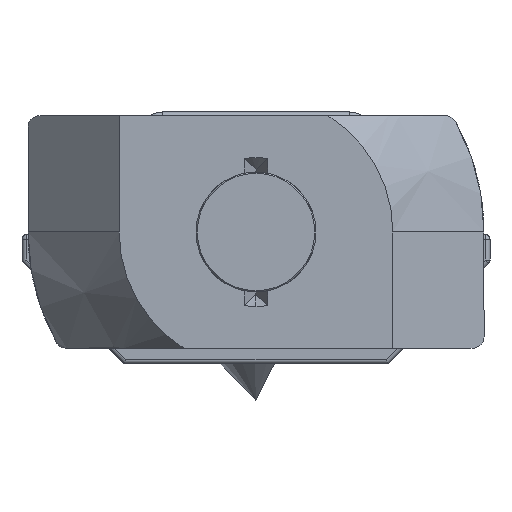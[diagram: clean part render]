
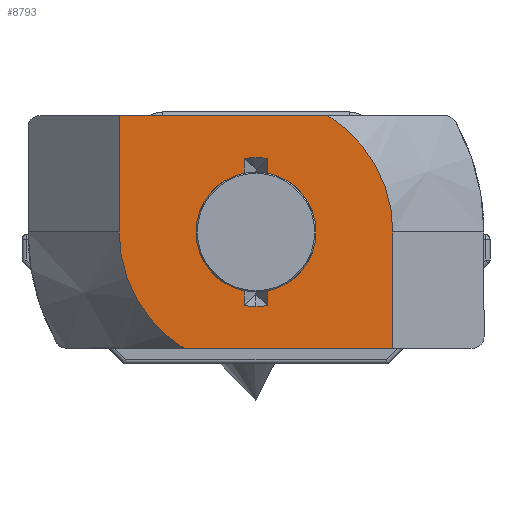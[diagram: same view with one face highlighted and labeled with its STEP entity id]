
A CAD part, front view. The second image highlights one B-rep face of the part: STEP entity #8793.
In plain terms, the highlighted planar face has unit normal (0, -1, 0).
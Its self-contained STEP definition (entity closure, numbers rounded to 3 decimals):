
#36 = AXIS2_PLACEMENT_3D ( 'NONE', #539, #3986, #4022 ) ;
#297 = DIRECTION ( 'NONE',  ( 0., 0., 1. ) ) ;
#338 = DIRECTION ( 'NONE',  ( 0., -1., 0. ) ) ;
#435 = CARTESIAN_POINT ( 'NONE',  ( 1.838, -127.518, 0.25 ) ) ;
#504 = ORIENTED_EDGE ( 'NONE', *, *, #5074, .F. ) ;
#539 = CARTESIAN_POINT ( 'NONE',  ( 1.838, -127.518, 0.25 ) ) ;
#629 = CIRCLE ( 'NONE', #7421, 5.7 ) ;
#830 = EDGE_CURVE ( 'NONE', #7357, #6347, #4142, .T. ) ;
#992 = CARTESIAN_POINT ( 'NONE',  ( 1.838, -127.518, 0.25 ) ) ;
#995 = CARTESIAN_POINT ( 'NONE',  ( 1.838, -127.518, 0.25 ) ) ;
#1071 = VERTEX_POINT ( 'NONE', #2104 ) ;
#1079 = VECTOR ( 'NONE', #9585, 1000. ) ;
#1235 = CIRCLE ( 'NONE', #6808, 2.5 ) ;
#1332 = DIRECTION ( 'NONE',  ( -1., 0., 0. ) ) ;
#1339 = EDGE_CURVE ( 'NONE', #3782, #1858, #2006, .T. ) ;
#1399 = VERTEX_POINT ( 'NONE', #9002 ) ;
#1425 = DIRECTION ( 'NONE',  ( 0., -1., 0. ) ) ;
#1537 = CARTESIAN_POINT ( 'NONE',  ( -3.862, -127.518, 5.1 ) ) ;
#1782 = DIRECTION ( 'NONE',  ( 0., 1., 0. ) ) ;
#1802 = ORIENTED_EDGE ( 'NONE', *, *, #6365, .F. ) ;
#1809 = CARTESIAN_POINT ( 'NONE',  ( 1.338, -127.518, 0.25 ) ) ;
#1858 = VERTEX_POINT ( 'NONE', #8951 ) ;
#1882 = EDGE_CURVE ( 'NONE', #10972, #5756, #1235, .T. ) ;
#1884 = DIRECTION ( 'NONE',  ( 0., 0., -1. ) ) ;
#2006 = CIRCLE ( 'NONE', #36, 2.5 ) ;
#2104 = CARTESIAN_POINT ( 'NONE',  ( 4.833, -127.518, 5.1 ) ) ;
#2233 = EDGE_LOOP ( 'NONE', ( #5128, #3562, #10151, #7570, #8405, #8016 ) ) ;
#2269 = LINE ( 'NONE', #5537, #1079 ) ;
#2832 = VECTOR ( 'NONE', #3342, 1000. ) ;
#2895 = DIRECTION ( 'NONE',  ( 0., 0., 1. ) ) ;
#2931 = EDGE_CURVE ( 'NONE', #1399, #10774, #7541, .T. ) ;
#2968 = EDGE_CURVE ( 'NONE', #1071, #9016, #2269, .T. ) ;
#3027 = FACE_BOUND ( 'NONE', #8925, .T. ) ;
#3030 = ORIENTED_EDGE ( 'NONE', *, *, #6059, .F. ) ;
#3246 = ORIENTED_EDGE ( 'NONE', *, *, #4262, .F. ) ;
#3288 = VECTOR ( 'NONE', #6022, 1000. ) ;
#3311 = EDGE_CURVE ( 'NONE', #6347, #1399, #9554, .T. ) ;
#3334 = CARTESIAN_POINT ( 'NONE',  ( 1.838, -127.518, -4.6 ) ) ;
#3342 = DIRECTION ( 'NONE',  ( -1., 0., 0. ) ) ;
#3562 = ORIENTED_EDGE ( 'NONE', *, *, #8244, .T. ) ;
#3693 = CARTESIAN_POINT ( 'NONE',  ( 1.838, -127.518, 0.25 ) ) ;
#3727 = ORIENTED_EDGE ( 'NONE', *, *, #10447, .F. ) ;
#3782 = VERTEX_POINT ( 'NONE', #4195 ) ;
#3851 = VECTOR ( 'NONE', #9269, 1000. ) ;
#3902 = CARTESIAN_POINT ( 'NONE',  ( 7.538, -127.518, 0.25 ) ) ;
#3916 = VECTOR ( 'NONE', #8909, 1000. ) ;
#3923 = AXIS2_PLACEMENT_3D ( 'NONE', #3940, #9853, #4803 ) ;
#3940 = CARTESIAN_POINT ( 'NONE',  ( 1.838, -127.518, 0.25 ) ) ;
#3986 = DIRECTION ( 'NONE',  ( 0., -1., 0. ) ) ;
#4022 = DIRECTION ( 'NONE',  ( 0., 0., 1. ) ) ;
#4123 = LINE ( 'NONE', #8426, #3851 ) ;
#4142 = LINE ( 'NONE', #5188, #7716 ) ;
#4181 = CARTESIAN_POINT ( 'NONE',  ( -3.862, -127.518, 0.25 ) ) ;
#4191 = LINE ( 'NONE', #8071, #3916 ) ;
#4195 = CARTESIAN_POINT ( 'NONE',  ( 2.338, -127.518, -2.199 ) ) ;
#4262 = EDGE_CURVE ( 'NONE', #1858, #10222, #9362, .T. ) ;
#4803 = DIRECTION ( 'NONE',  ( 0., 0., -1. ) ) ;
#4893 = VECTOR ( 'NONE', #10271, 1000. ) ;
#4906 = CARTESIAN_POINT ( 'NONE',  ( 1.338, -127.518, -2.809 ) ) ;
#4923 = DIRECTION ( 'NONE',  ( 0., 0., -1. ) ) ;
#5074 = EDGE_CURVE ( 'NONE', #5756, #9092, #10025, .T. ) ;
#5128 = ORIENTED_EDGE ( 'NONE', *, *, #2968, .T. ) ;
#5153 = LINE ( 'NONE', #9421, #4893 ) ;
#5188 = CARTESIAN_POINT ( 'NONE',  ( 7.538, -127.518, 0.25 ) ) ;
#5212 = EDGE_CURVE ( 'NONE', #1071, #7357, #629, .T. ) ;
#5251 = FACE_OUTER_BOUND ( 'NONE', #2233, .T. ) ;
#5382 = DIRECTION ( 'NONE',  ( 0., 1., 0. ) ) ;
#5438 = CARTESIAN_POINT ( 'NONE',  ( 2.338, -127.518, 0.25 ) ) ;
#5537 = CARTESIAN_POINT ( 'NONE',  ( -7.662, -127.518, 5.1 ) ) ;
#5756 = VERTEX_POINT ( 'NONE', #6692 ) ;
#6022 = DIRECTION ( 'NONE',  ( 0., 0., -1. ) ) ;
#6059 = EDGE_CURVE ( 'NONE', #9708, #10999, #9918, .T. ) ;
#6347 = VERTEX_POINT ( 'NONE', #7723 ) ;
#6365 = EDGE_CURVE ( 'NONE', #9092, #9708, #8306, .T. ) ;
#6391 = DIRECTION ( 'NONE',  ( 0., 1., 0. ) ) ;
#6487 = CARTESIAN_POINT ( 'NONE',  ( 1.838, -127.518, 0.25 ) ) ;
#6692 = CARTESIAN_POINT ( 'NONE',  ( 1.338, -127.518, -2.199 ) ) ;
#6808 = AXIS2_PLACEMENT_3D ( 'NONE', #992, #338, #10143 ) ;
#6816 = ORIENTED_EDGE ( 'NONE', *, *, #1339, .F. ) ;
#6913 = DIRECTION ( 'NONE',  ( 0., -1., 0. ) ) ;
#7005 = AXIS2_PLACEMENT_3D ( 'NONE', #3693, #1782, #10869 ) ;
#7045 = PLANE ( 'NONE',  #9175 ) ;
#7132 = EDGE_CURVE ( 'NONE', #10999, #3782, #4191, .T. ) ;
#7317 = DIRECTION ( 'NONE',  ( 0., 0., -1. ) ) ;
#7357 = VERTEX_POINT ( 'NONE', #3902 ) ;
#7389 = VECTOR ( 'NONE', #2895, 1000. ) ;
#7421 = AXIS2_PLACEMENT_3D ( 'NONE', #435, #6391, #1332 ) ;
#7541 = CIRCLE ( 'NONE', #7005, 5.7 ) ;
#7570 = ORIENTED_EDGE ( 'NONE', *, *, #3311, .F. ) ;
#7670 = VERTEX_POINT ( 'NONE', #7782 ) ;
#7716 = VECTOR ( 'NONE', #4923, 1000. ) ;
#7723 = CARTESIAN_POINT ( 'NONE',  ( 7.538, -127.518, -4.6 ) ) ;
#7782 = CARTESIAN_POINT ( 'NONE',  ( 1.338, -127.518, 3.309 ) ) ;
#7976 = ORIENTED_EDGE ( 'NONE', *, *, #9700, .F. ) ;
#8016 = ORIENTED_EDGE ( 'NONE', *, *, #5212, .F. ) ;
#8071 = CARTESIAN_POINT ( 'NONE',  ( 2.338, -127.518, 0.25 ) ) ;
#8143 = CARTESIAN_POINT ( 'NONE',  ( 1.838, -127.518, -2.85 ) ) ;
#8171 = AXIS2_PLACEMENT_3D ( 'NONE', #6487, #1425, #7317 ) ;
#8244 = EDGE_CURVE ( 'NONE', #9016, #10774, #5153, .T. ) ;
#8306 = CIRCLE ( 'NONE', #9030, 3.1 ) ;
#8405 = ORIENTED_EDGE ( 'NONE', *, *, #830, .F. ) ;
#8426 = CARTESIAN_POINT ( 'NONE',  ( 1.338, -127.518, 0.25 ) ) ;
#8793 = ADVANCED_FACE ( 'NONE', ( #3027, #5251 ), #7045, .F. ) ;
#8909 = DIRECTION ( 'NONE',  ( 0., 0., 1. ) ) ;
#8918 = CIRCLE ( 'NONE', #3923, 3.1 ) ;
#8925 = EDGE_LOOP ( 'NONE', ( #3727, #7976, #3246, #6816, #10266, #3030, #1802, #504, #10445 ) ) ;
#8951 = CARTESIAN_POINT ( 'NONE',  ( 2.338, -127.518, 2.699 ) ) ;
#8986 = CARTESIAN_POINT ( 'NONE',  ( 2.338, -127.518, 3.309 ) ) ;
#9002 = CARTESIAN_POINT ( 'NONE',  ( -1.156, -127.518, -4.6 ) ) ;
#9016 = VERTEX_POINT ( 'NONE', #1537 ) ;
#9030 = AXIS2_PLACEMENT_3D ( 'NONE', #995, #6913, #1884 ) ;
#9092 = VERTEX_POINT ( 'NONE', #4906 ) ;
#9175 = AXIS2_PLACEMENT_3D ( 'NONE', #10436, #5382, #297 ) ;
#9261 = CARTESIAN_POINT ( 'NONE',  ( 1.338, -127.518, 2.699 ) ) ;
#9269 = DIRECTION ( 'NONE',  ( 0., 0., -1. ) ) ;
#9337 = CARTESIAN_POINT ( 'NONE',  ( 2.338, -127.518, -2.809 ) ) ;
#9362 = LINE ( 'NONE', #5438, #7389 ) ;
#9421 = CARTESIAN_POINT ( 'NONE',  ( -3.862, -127.518, 0.25 ) ) ;
#9554 = LINE ( 'NONE', #3334, #2832 ) ;
#9585 = DIRECTION ( 'NONE',  ( -1., 0., 0. ) ) ;
#9700 = EDGE_CURVE ( 'NONE', #10222, #7670, #8918, .T. ) ;
#9708 = VERTEX_POINT ( 'NONE', #8143 ) ;
#9853 = DIRECTION ( 'NONE',  ( 0., -1., 0. ) ) ;
#9918 = CIRCLE ( 'NONE', #8171, 3.1 ) ;
#10025 = LINE ( 'NONE', #1809, #3288 ) ;
#10143 = DIRECTION ( 'NONE',  ( 0., 0., 1. ) ) ;
#10151 = ORIENTED_EDGE ( 'NONE', *, *, #2931, .F. ) ;
#10222 = VERTEX_POINT ( 'NONE', #8986 ) ;
#10266 = ORIENTED_EDGE ( 'NONE', *, *, #7132, .F. ) ;
#10271 = DIRECTION ( 'NONE',  ( 0., 0., -1. ) ) ;
#10436 = CARTESIAN_POINT ( 'NONE',  ( 1.838, -127.518, 0.25 ) ) ;
#10445 = ORIENTED_EDGE ( 'NONE', *, *, #1882, .F. ) ;
#10447 = EDGE_CURVE ( 'NONE', #7670, #10972, #4123, .T. ) ;
#10774 = VERTEX_POINT ( 'NONE', #4181 ) ;
#10869 = DIRECTION ( 'NONE',  ( -1., 0., 0. ) ) ;
#10972 = VERTEX_POINT ( 'NONE', #9261 ) ;
#10999 = VERTEX_POINT ( 'NONE', #9337 ) ;
